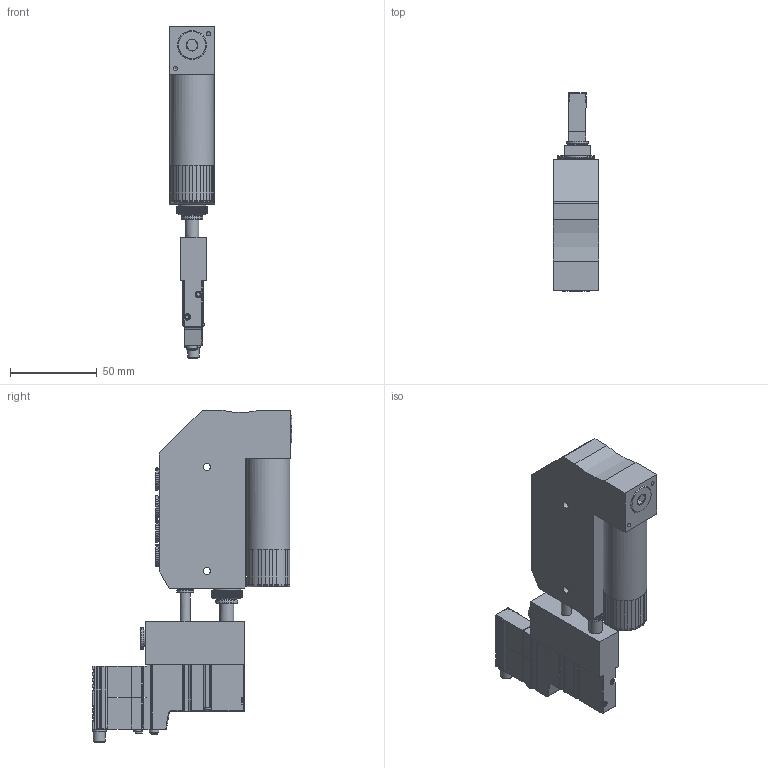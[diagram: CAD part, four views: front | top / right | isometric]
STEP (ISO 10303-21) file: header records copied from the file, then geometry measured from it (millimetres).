
FILE_DESCRIPTION(/* description */ (''),/* implementation_level */ '2;1');
FILE_NAME(/* name */ 'evnk2_evck_evnkkitt8ss.stp',/* time_stamp */ '2022-02-09T10:01:14+01:00',/* author */ ('enginyeria'),/* organization */ (''),/* preprocessor_version */ 'ST-DEVELOPER v17.2',/* originating_system */ 'Autodesk Inventor 2019',/* authorisation */ '');
FILE_SCHEMA (('AUTOMOTIVE_DESIGN { 1 0 10303 214 3 1 1 }'));
Products named in the file (1): Pieza15
Bounding box: 26 x 115.15 x 191.8 mm (x, y, z)
Volume: 222089.7 mm3; surface area: 52872.6 mm2
Topology: 1 solids, 36 shells, 1421 faces, 3610 edges, 2236 vertices
Faces by surface type: plane 723, cylinder 463, bspline 88, cone 75, torus 64, sphere 8
Full cylindrical faces by diameter (mm): 1.2 x3, 1.85 x1, 2 x1, 2.1 x1, 2.459 x2, 3.9 x1, 4 x5, 4.2 x4, 5.5 x1, 5.6 x1, 5.75 x1, 6 x2, 6.2 x1, 6.8 x1, 7 x2, 7.05 x1, 8 x4, 8.2 x4, 8.75 x1, 8.9 x1, 9.35 x4, 9.56 x1, 9.9 x1, 10 x4, 10.16 x3, 10.2 x1, 10.25 x1, 10.313 x2, 10.4 x4, 10.8 x8
Entity records: 63383 total; most frequent: CARTESIAN_POINT 28401, DIRECTION 7344, ORIENTED_EDGE 7052, EDGE_CURVE 3526, AXIS2_PLACEMENT_3D 2713, VERTEX_POINT 2236, LINE 1918, VECTOR 1918
